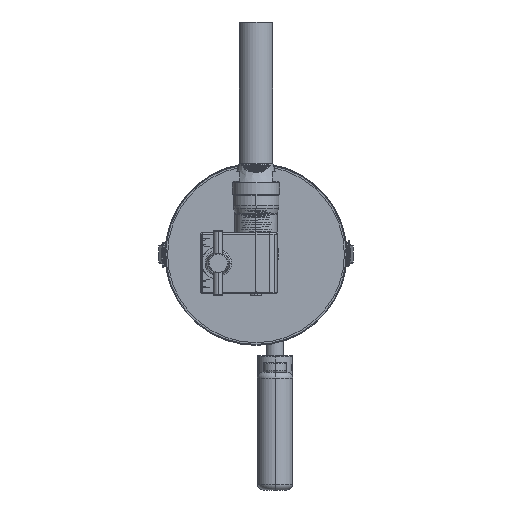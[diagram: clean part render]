
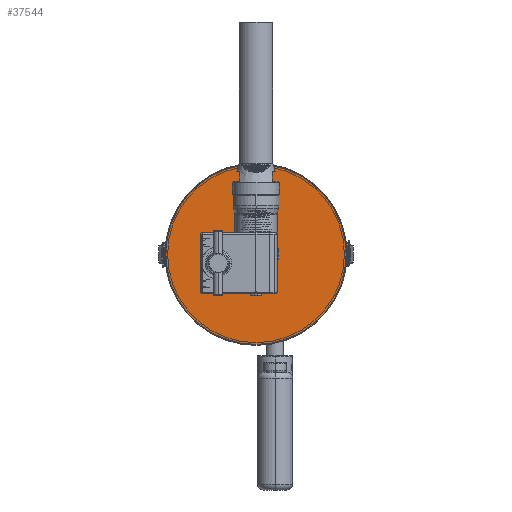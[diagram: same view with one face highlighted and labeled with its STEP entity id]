
A CAD part, front view. The second image highlights one B-rep face of the part: STEP entity #37544.
In plain terms, the highlighted planar face has unit normal (0, -1, 0).
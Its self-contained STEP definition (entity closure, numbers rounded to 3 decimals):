
#37246 = VERTEX_POINT('',#37247);
#37247 = CARTESIAN_POINT('',(48.25,-198.445,124.859));
#37255 = EDGE_CURVE('',#37246,#37256,#37258,.T.);
#37256 = VERTEX_POINT('',#37257);
#37257 = CARTESIAN_POINT('',(-104.75,-198.445,124.859));
#37258 = CIRCLE('',#37259,76.5);
#37259 = AXIS2_PLACEMENT_3D('',#37260,#37261,#37262);
#37260 = CARTESIAN_POINT('',(-28.25,-198.445,124.859));
#37261 = DIRECTION('',(0.,1.,0.));
#37262 = DIRECTION('',(1.,0.,0.));
#37350 = VERTEX_POINT('',#37351);
#37351 = CARTESIAN_POINT('',(-47.75,-198.445,124.859));
#37359 = EDGE_CURVE('',#37350,#37360,#37362,.T.);
#37360 = VERTEX_POINT('',#37361);
#37361 = CARTESIAN_POINT('',(-8.75,-198.445,124.859));
#37362 = CIRCLE('',#37363,19.5);
#37363 = AXIS2_PLACEMENT_3D('',#37364,#37365,#37366);
#37364 = CARTESIAN_POINT('',(-28.25,-198.445,124.859));
#37365 = DIRECTION('',(0.,-1.,0.));
#37366 = DIRECTION('',(-1.,0.,0.));
#37499 = EDGE_CURVE('',#37360,#37350,#37500,.T.);
#37500 = CIRCLE('',#37501,19.5);
#37501 = AXIS2_PLACEMENT_3D('',#37502,#37503,#37504);
#37502 = CARTESIAN_POINT('',(-28.25,-198.445,124.859));
#37503 = DIRECTION('',(0.,-1.,0.));
#37504 = DIRECTION('',(-1.,0.,0.));
#37544 = ADVANCED_FACE('',(#37545,#37549),#37559,.F.);
#37545 = FACE_BOUND('',#37546,.T.);
#37546 = EDGE_LOOP('',(#37547,#37548));
#37547 = ORIENTED_EDGE('',*,*,#37499,.F.);
#37548 = ORIENTED_EDGE('',*,*,#37359,.F.);
#37549 = FACE_BOUND('',#37550,.T.);
#37550 = EDGE_LOOP('',(#37551,#37558));
#37551 = ORIENTED_EDGE('',*,*,#37552,.F.);
#37552 = EDGE_CURVE('',#37256,#37246,#37553,.T.);
#37553 = CIRCLE('',#37554,76.5);
#37554 = AXIS2_PLACEMENT_3D('',#37555,#37556,#37557);
#37555 = CARTESIAN_POINT('',(-28.25,-198.445,124.859));
#37556 = DIRECTION('',(0.,1.,0.));
#37557 = DIRECTION('',(1.,0.,0.));
#37558 = ORIENTED_EDGE('',*,*,#37255,.F.);
#37559 = PLANE('',#37560);
#37560 = AXIS2_PLACEMENT_3D('',#37561,#37562,#37563);
#37561 = CARTESIAN_POINT('',(-28.25,-198.445,124.859));
#37562 = DIRECTION('',(0.,1.,0.));
#37563 = DIRECTION('',(1.,0.,0.));
